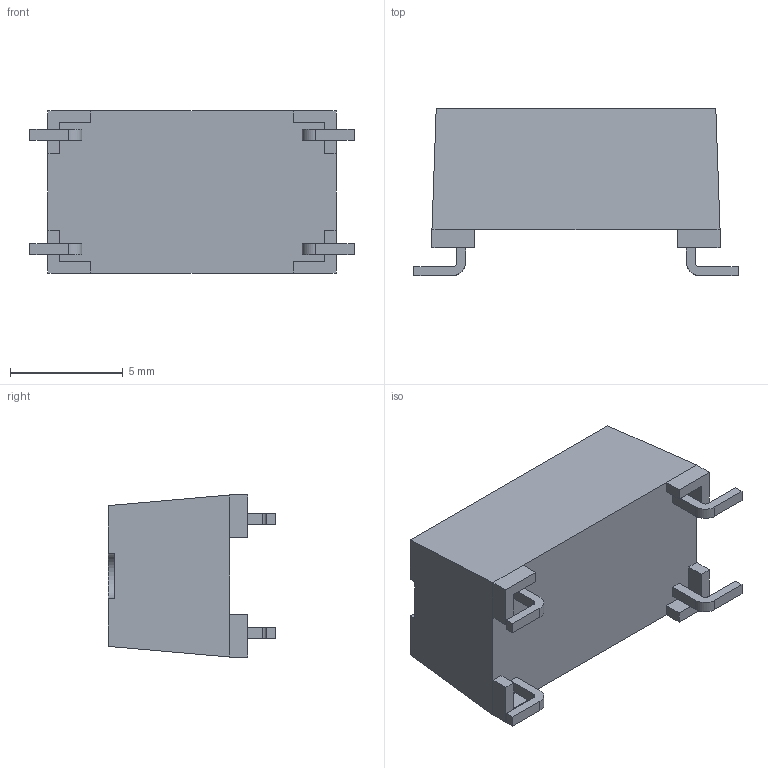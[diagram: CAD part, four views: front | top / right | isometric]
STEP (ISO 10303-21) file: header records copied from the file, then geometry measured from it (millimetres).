
FILE_DESCRIPTION (( 'STEP AP214' ), '1' );
FILE_NAME ('CNY64ST.STEP', '2022-02-01T00:54:47', ( '' ), ( '' ), 'SwSTEP 2.0', 'SolidWorks 2017', '' );
FILE_SCHEMA (( 'AUTOMOTIVE_DESIGN' ));
Length unit declared in the file: millimetre
Products named in the file (1): CNY64ST
Bounding box: 14.4 x 7.45 x 7.2 mm (x, y, z)
Volume: 464.9 mm3; surface area: 434 mm2
Topology: 5 solids, 5 shells, 78 faces, 192 edges, 124 vertices
Faces by surface type: plane 69, cylinder 9
Entity records: 2702 total; most frequent: CARTESIAN_POINT 395, ORIENTED_EDGE 384, DIRECTION 368, EDGE_CURVE 192, VECTOR 174, LINE 174, VERTEX_POINT 124, AXIS2_PLACEMENT_3D 97
